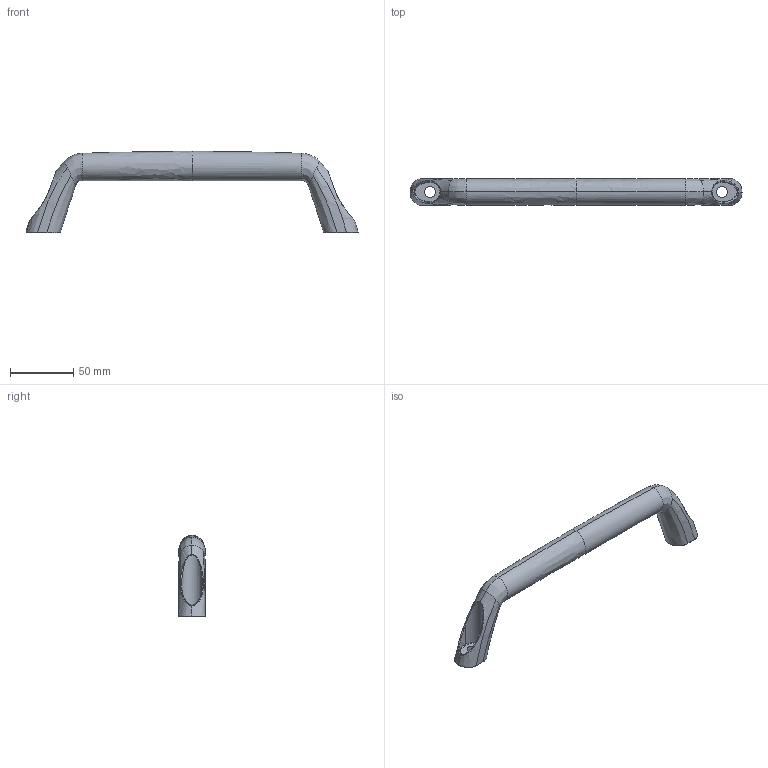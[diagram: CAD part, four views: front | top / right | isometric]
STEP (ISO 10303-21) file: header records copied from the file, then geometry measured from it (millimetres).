
FILE_DESCRIPTION( (''), '2;1');
FILE_NAME ('PC3554.19328.THA_476SUS_230_14303.stp','2025-12-23T16:01:49',(''),(''),'spGate 20.6.3 (****-****-****-****)','','');
FILE_SCHEMA (('AUTOMOTIVE_DESIGN'));
Length unit declared in the file: millimetre
Bounding box: 261.48 x 21.2 x 64 mm (x, y, z)
Volume: 97944.9 mm3; surface area: 23317.9 mm2
Topology: 1 solids, 1 shells, 62 faces, 144 edges, 86 vertices
Faces by surface type: bspline 46, cylinder 10, plane 6
Entity records: 10459 total; most frequent: CARTESIAN_POINT 8172, ORIENTED_EDGE 288, COLOUR_RGB 207, PRESENTATION_STYLE_ASSIGNMENT 207, STYLED_ITEM 207, DIRECTION 162, EDGE_CURVE 144, DRAUGHTING_PRE_DEFINED_CURVE_FONT 144
